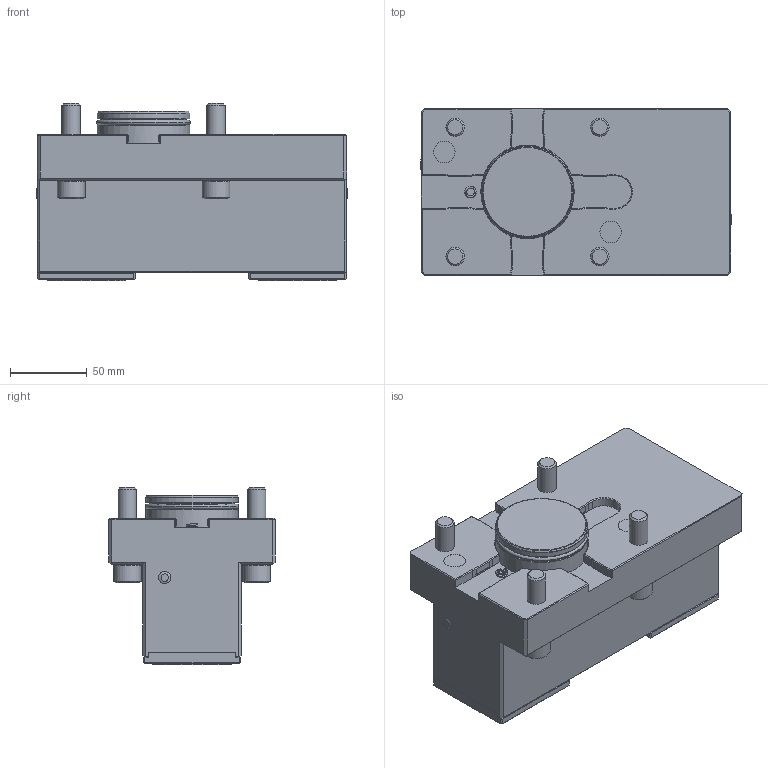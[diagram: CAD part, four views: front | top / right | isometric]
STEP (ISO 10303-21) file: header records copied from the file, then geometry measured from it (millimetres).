
FILE_DESCRIPTION(/* description */ (''),/* implementation_level */ '2;1');
FILE_NAME(/* name */ '1616162493977.stp',/* time_stamp */ '2021-03-19T15:01:41+01:00',/* author */ (''),/* organization */ ('SMS'),/* preprocessor_version */ 'ST-DEVELOPER v16.7',/* originating_system */ 'SIEMENS PLM Software NX 12.0',/* authorisation */ '');
FILE_SCHEMA (('AUTOMOTIVE_DESIGN { 1 0 10303 214 3 1 1 1 }'));
Length unit declared in the file: millimetre
Products named in the file (1): 203440363mod000_00
Bounding box: 202.08 x 108 x 115 mm (x, y, z)
Volume: 1448353.6 mm3; surface area: 116469.3 mm2
Topology: 1 solids, 1 shells, 310 faces, 778 edges, 504 vertices
Faces by surface type: plane 206, cylinder 48, cone 38, sphere 8, torus 7, bspline 3
Full cylindrical faces by diameter (mm): 3 x2, 12 x4, 14 x2, 18 x4, 50 x2, 55.2 x1, 59.9 x2, 60.7 x1
Entity records: 10167 total; most frequent: CARTESIAN_POINT 2952, DIRECTION 1459, ORIENTED_EDGE 1422, EDGE_CURVE 711, AXIS2_PLACEMENT_3D 490, VERTEX_POINT 481, LINE 479, VECTOR 479
